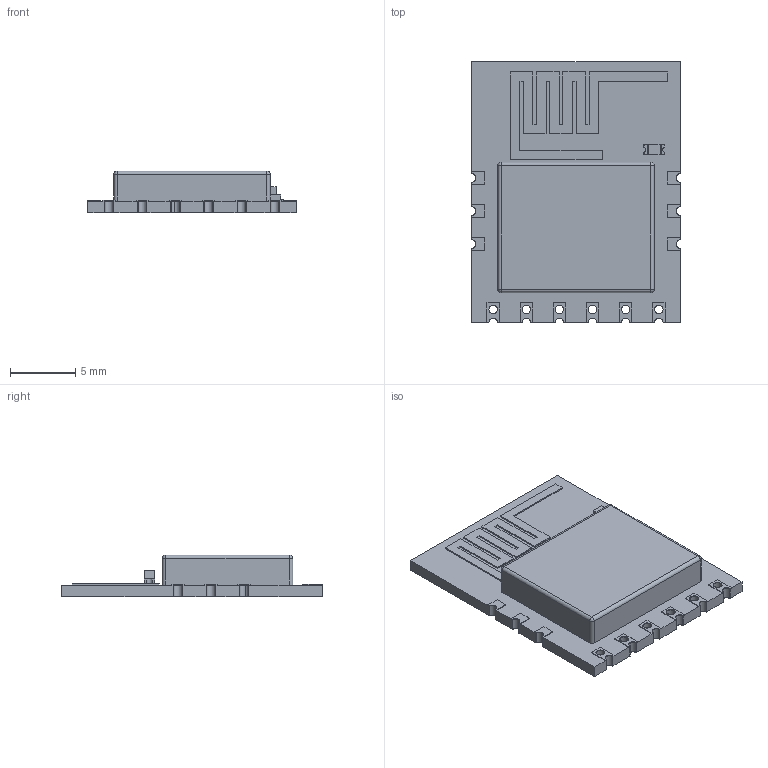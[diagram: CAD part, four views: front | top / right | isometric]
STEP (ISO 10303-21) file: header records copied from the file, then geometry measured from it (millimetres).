
FILE_DESCRIPTION(('FreeCAD Model'),'2;1');
FILE_NAME('Open CASCADE Shape Model','2023-05-05T14:30:54',( 'kicad StepUp'),('ksu MCAD'),'Open CASCADE STEP processor 7.6', 'FreeCAD','Unknown');
FILE_SCHEMA(('AUTOMOTIVE_DESIGN { 1 0 10303 214 1 1 1 1 }'));
Length unit declared in the file: millimetre
Products named in the file (1): ESP-M3_SMD
Bounding box: 16 x 20 x 3.2 mm (x, y, z)
Volume: 564.3 mm3; surface area: 829.8 mm2
Topology: 1 solids, 1 shells, 265 faces, 677 edges, 419 vertices
Faces by surface type: plane 197, cylinder 64, sphere 4
Full cylindrical faces by diameter (mm): 0.65 x6, 0.7 x6
Entity records: 9820 total; most frequent: CARTESIAN_POINT 1462, ORIENTED_EDGE 1346, DIRECTION 1323, EDGE_CURVE 673, LINE 539, VECTOR 539, VERTEX_POINT 419, AXIS2_PLACEMENT_3D 392
